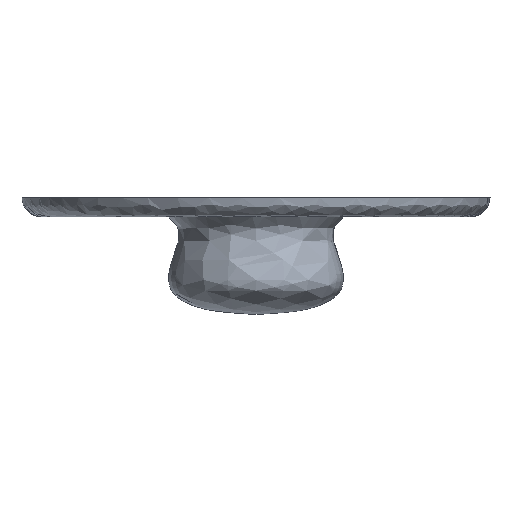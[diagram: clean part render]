
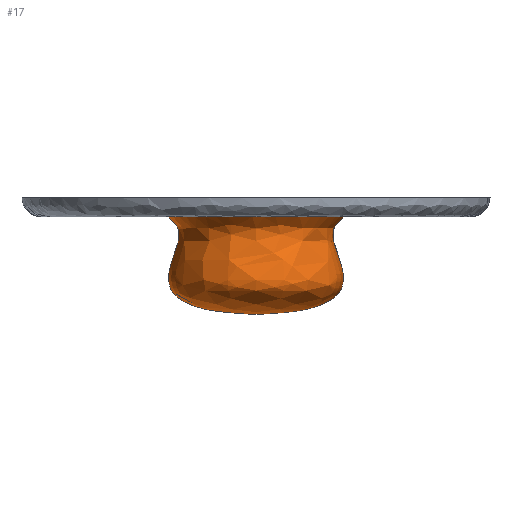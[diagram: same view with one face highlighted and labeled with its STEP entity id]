
A CAD part, front view. The second image highlights one B-rep face of the part: STEP entity #17.
In plain terms, the highlighted free-form (B-spline) face has degree [3, 3] with [7, 4] control points.
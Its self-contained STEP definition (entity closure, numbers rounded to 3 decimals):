
#17 = ADVANCED_FACE('',(#18),#54,.T.);
#18 = FACE_BOUND('',#19,.T.);
#19 = EDGE_LOOP('',(#20,#34,#44));
#20 = ORIENTED_EDGE('',*,*,#21,.T.);
#21 = EDGE_CURVE('',#22,#24,#26,.T.);
#22 = VERTEX_POINT('',#23);
#23 = CARTESIAN_POINT('',(0.,0.,-4.93));
#24 = VERTEX_POINT('',#25);
#25 = CARTESIAN_POINT('',(-4.437,0.,0.));
#26 = B_SPLINE_CURVE_WITH_KNOTS('',3,(#27,#28,#29,#30,#31,#32,#33),
  .UNSPECIFIED.,.F.,.F.,(4,1,1,1,4),(0.,0.401,0.535,
    0.669,1.),.UNSPECIFIED.);
#27 = CARTESIAN_POINT('',(0.,0.,-4.93));
#28 = CARTESIAN_POINT('',(-1.139,0.,-4.822));
#29 = CARTESIAN_POINT('',(-2.643,0.,-4.901));
#30 = CARTESIAN_POINT('',(-4.45,0.,-3.825));
#31 = CARTESIAN_POINT('',(-4.444,0.,-1.951));
#32 = CARTESIAN_POINT('',(-3.378,0.,-0.736));
#33 = CARTESIAN_POINT('',(-4.437,0.,0.));
#34 = ORIENTED_EDGE('',*,*,#35,.T.);
#35 = EDGE_CURVE('',#24,#36,#38,.T.);
#36 = VERTEX_POINT('',#37);
#37 = CARTESIAN_POINT('',(4.437,0.,0.));
#38 = ( BOUNDED_CURVE() B_SPLINE_CURVE(2,(#39,#40,#41,#42,#43),
.UNSPECIFIED.,.F.,.F.) B_SPLINE_CURVE_WITH_KNOTS((3,2,3),(3.142,
4.712,6.283),.PIECEWISE_BEZIER_KNOTS.) CURVE() 
GEOMETRIC_REPRESENTATION_ITEM() RATIONAL_B_SPLINE_CURVE((1.,
0.707,1.,0.707,1.)) REPRESENTATION_ITEM('') );
#39 = CARTESIAN_POINT('',(-4.437,0.,0.));
#40 = CARTESIAN_POINT('',(-4.437,-4.437,0.));
#41 = CARTESIAN_POINT('',(0.,-4.437,0.));
#42 = CARTESIAN_POINT('',(4.437,-4.437,0.));
#43 = CARTESIAN_POINT('',(4.437,0.,0.));
#44 = ORIENTED_EDGE('',*,*,#45,.T.);
#45 = EDGE_CURVE('',#36,#22,#46,.T.);
#46 = B_SPLINE_CURVE_WITH_KNOTS('',3,(#47,#48,#49,#50,#51,#52,#53),
  .UNSPECIFIED.,.F.,.F.,(4,1,1,1,4),(0.,0.331,0.465,
    0.599,1.),.UNSPECIFIED.);
#47 = CARTESIAN_POINT('',(4.437,0.,0.));
#48 = CARTESIAN_POINT('',(3.378,0.,-0.736));
#49 = CARTESIAN_POINT('',(4.444,0.,-1.951));
#50 = CARTESIAN_POINT('',(4.45,0.,-3.825));
#51 = CARTESIAN_POINT('',(2.643,0.,-4.901));
#52 = CARTESIAN_POINT('',(1.139,0.,-4.822));
#53 = CARTESIAN_POINT('',(0.,0.,-4.93));
#54 = ( BOUNDED_SURFACE() B_SPLINE_SURFACE(3,3,(
    (#55,#56,#57,#58)
    ,(#59,#60,#61,#62)
    ,(#63,#64,#65,#66)
    ,(#67,#68,#69,#70)
    ,(#71,#72,#73,#74)
    ,(#75,#76,#77,#78)
    ,(#79,#80,#81,#82
)),.UNSPECIFIED.,.F.,.F.,.F.) B_SPLINE_SURFACE_WITH_KNOTS((4,1,1,1,4),(4
    ,4),(0.,0.401,0.535,0.669,1.),(0.,1.),
.UNSPECIFIED.) GEOMETRIC_REPRESENTATION_ITEM() RATIONAL_B_SPLINE_SURFACE
((
    (1.,0.333,0.333,1.)
    ,(1.,0.333,0.333,1.)
    ,(1.,0.333,0.333,1.)
    ,(1.,0.333,0.333,1.)
    ,(1.,0.333,0.333,1.)
    ,(1.,0.333,0.333,1.)
,(1.,0.333,0.333,1.
))) REPRESENTATION_ITEM('') SURFACE() );
#55 = CARTESIAN_POINT('',(0.,0.,-4.93));
#56 = CARTESIAN_POINT('',(0.,0.,-4.93));
#57 = CARTESIAN_POINT('',(0.,0.,-4.93));
#58 = CARTESIAN_POINT('',(0.,0.,-4.93));
#59 = CARTESIAN_POINT('',(-1.139,0.,-4.822));
#60 = CARTESIAN_POINT('',(-1.139,-2.278,
    -4.822));
#61 = CARTESIAN_POINT('',(1.139,-2.278,-4.822
    ));
#62 = CARTESIAN_POINT('',(1.139,0.,-4.822));
#63 = CARTESIAN_POINT('',(-2.643,0.,-4.901));
#64 = CARTESIAN_POINT('',(-2.643,-5.286,-4.901
    ));
#65 = CARTESIAN_POINT('',(2.643,-5.286,-4.901)
  );
#66 = CARTESIAN_POINT('',(2.643,0.,-4.901));
#67 = CARTESIAN_POINT('',(-4.45,0.,-3.825));
#68 = CARTESIAN_POINT('',(-4.45,-8.9,
    -3.825));
#69 = CARTESIAN_POINT('',(4.45,-8.9,-3.825
    ));
#70 = CARTESIAN_POINT('',(4.45,0.,-3.825));
#71 = CARTESIAN_POINT('',(-4.444,0.,-1.951));
#72 = CARTESIAN_POINT('',(-4.444,-8.888,
    -1.951));
#73 = CARTESIAN_POINT('',(4.444,-8.888,-1.951
    ));
#74 = CARTESIAN_POINT('',(4.444,0.,-1.951));
#75 = CARTESIAN_POINT('',(-3.378,0.,-0.736));
#76 = CARTESIAN_POINT('',(-3.378,-6.755,-0.736
    ));
#77 = CARTESIAN_POINT('',(3.378,-6.755,-0.736)
  );
#78 = CARTESIAN_POINT('',(3.378,0.,-0.736));
#79 = CARTESIAN_POINT('',(-4.437,0.,0.));
#80 = CARTESIAN_POINT('',(-4.437,-8.875,0.));
#81 = CARTESIAN_POINT('',(4.437,-8.875,0.));
#82 = CARTESIAN_POINT('',(4.437,0.,0.));
